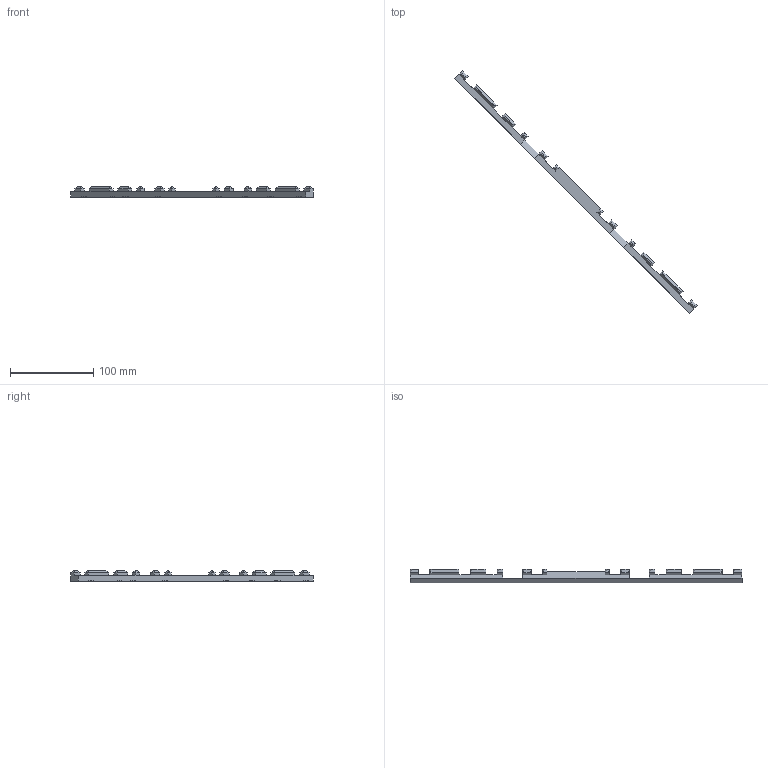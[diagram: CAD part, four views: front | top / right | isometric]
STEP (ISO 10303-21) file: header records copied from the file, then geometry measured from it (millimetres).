
FILE_DESCRIPTION (( 'STEP AP214' ), '1' );
FILE_NAME ('T-Nut_Tool.STEP', '2024-02-07T23:05:27', ( '' ), ( '' ), 'SwSTEP 2.0', 'SolidWorks 2010', '' );
FILE_SCHEMA (( 'AUTOMOTIVE_DESIGN' ));
Length unit declared in the file: millimetre
Products named in the file (1): T-Nut_Tool
Bounding box: 291.89 x 291.89 x 12.5 mm (x, y, z)
Volume: 31316 mm3; surface area: 16800.1 mm2
Topology: 1 solids, 1 shells, 382 faces, 1008 edges, 644 vertices
Faces by surface type: plane 288, bspline 94
Entity records: 19186 total; most frequent: CARTESIAN_POINT 10405, ORIENTED_EDGE 2016, DIRECTION 1398, EDGE_CURVE 1008, LINE 820, VECTOR 820, VERTEX_POINT 644, EDGE_LOOP 398
